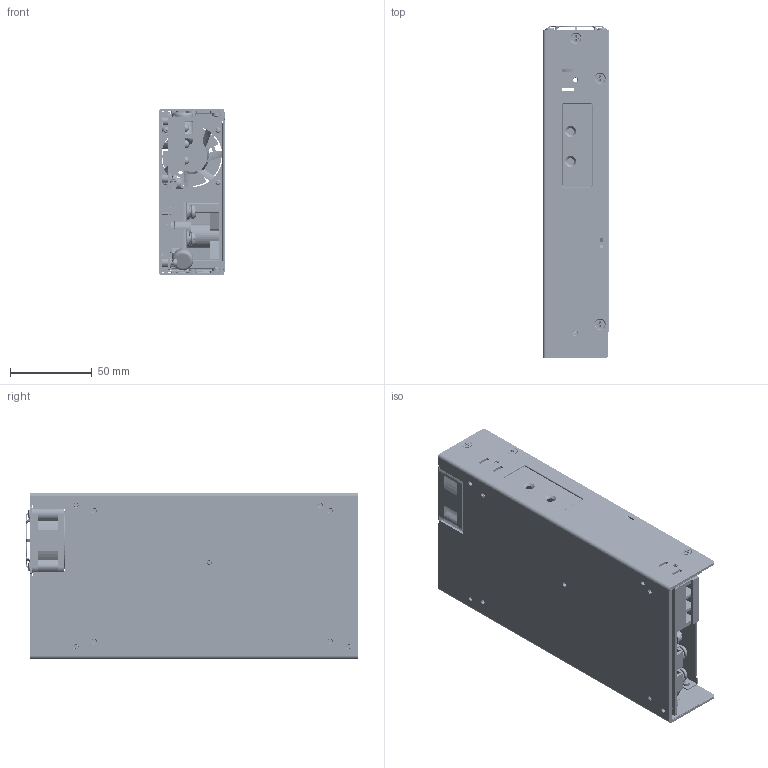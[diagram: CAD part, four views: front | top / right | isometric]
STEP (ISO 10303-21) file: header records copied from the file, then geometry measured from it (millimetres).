
FILE_DESCRIPTION((''),'2;1');
FILE_NAME('00-LMF500_ASM','2021-09-14T',('eng495'),(''),'PRO/ENGINEER BY PARAMETRIC TECHNOLOGY CORPORATION, 2014000','PRO/ENGINEER BY PARAMETRIC TECHNOLOGY CORPORATION, 2014000','');
FILE_SCHEMA(('AUTOMOTIVE_DESIGN { 1 0 10303 214 1 1 1 1 }'));
Products named in the file (1): 00-LMF500_ASM
Bounding box: 40.7 x 203.1 x 101.6 mm (x, y, z)
Volume: 97046.6 mm3; surface area: 276939.2 mm2
Topology: 30 solids, 43 shells, 4164 faces, 11397 edges, 7355 vertices
Faces by surface type: cylinder 1677, plane 1632, bspline 393, cone 181, torus 155, extrusion 120, sphere 6
Entity records: 215092 total; most frequent: CARTESIAN_POINT 89098, ORIENTED_EDGE 22720, DIRECTION 20129, EDGE_CURVE 11391, VERTEX_POINT 7356, AXIS2_PLACEMENT_3D 7194, VECTOR 5741, LINE 5621
